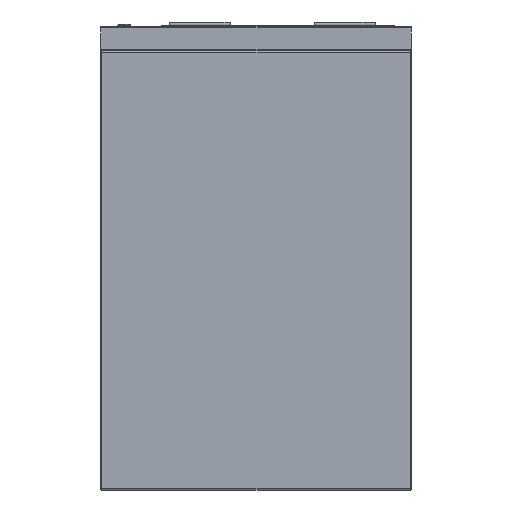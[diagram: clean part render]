
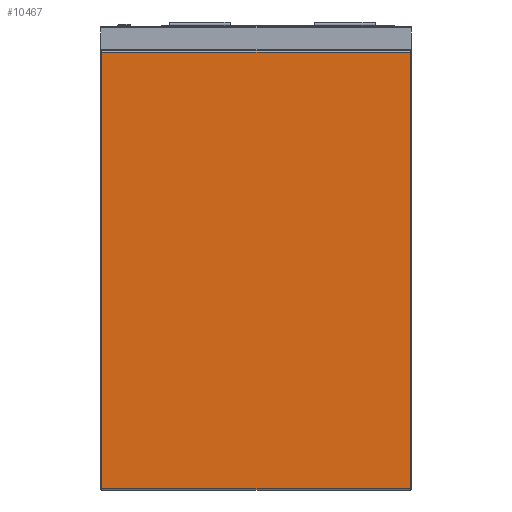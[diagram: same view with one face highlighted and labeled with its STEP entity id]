
A CAD part, left-side view. The second image highlights one B-rep face of the part: STEP entity #10467.
In plain terms, the highlighted planar face has unit normal (-1, 0, 0).
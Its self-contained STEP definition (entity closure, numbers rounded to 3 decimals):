
#220 = DIRECTION ( 'NONE',  ( 0., 0., 1. ) ) ;
#1059 = LINE ( 'NONE', #14307, #15514 ) ;
#1087 = EDGE_LOOP ( 'NONE', ( #4714, #8391, #12166, #5569 ) ) ;
#1104 = CARTESIAN_POINT ( 'NONE',  ( -297.5, -253., -758. ) ) ;
#1404 = DIRECTION ( 'NONE',  ( -1., 0., 0. ) ) ;
#1778 = CARTESIAN_POINT ( 'NONE',  ( -297.5, 255., -42. ) ) ;
#2537 = LINE ( 'NONE', #7284, #14514 ) ;
#3444 = CARTESIAN_POINT ( 'NONE',  ( -297.5, -255., -758. ) ) ;
#4487 = LINE ( 'NONE', #3444, #5177 ) ;
#4714 = ORIENTED_EDGE ( 'NONE', *, *, #7342, .T. ) ;
#5177 = VECTOR ( 'NONE', #11803, 1000. ) ;
#5552 = EDGE_CURVE ( 'NONE', #13714, #14584, #4487, .T. ) ;
#5569 = ORIENTED_EDGE ( 'NONE', *, *, #5552, .T. ) ;
#5961 = VERTEX_POINT ( 'NONE', #6967 ) ;
#6523 = CARTESIAN_POINT ( 'NONE',  ( -297.5, 253., -758. ) ) ;
#6967 = CARTESIAN_POINT ( 'NONE',  ( -297.5, 253., -42. ) ) ;
#7284 = CARTESIAN_POINT ( 'NONE',  ( -297.5, -253., -760. ) ) ;
#7342 = EDGE_CURVE ( 'NONE', #14584, #11658, #2537, .T. ) ;
#7416 = PLANE ( 'NONE',  #11394 ) ;
#7719 = LINE ( 'NONE', #1778, #15208 ) ;
#8187 = DIRECTION ( 'NONE',  ( 0., 0., -1. ) ) ;
#8210 = EDGE_CURVE ( 'NONE', #5961, #13714, #1059, .T. ) ;
#8391 = ORIENTED_EDGE ( 'NONE', *, *, #13659, .T. ) ;
#8705 = DIRECTION ( 'NONE',  ( 0., 0., 1. ) ) ;
#10467 = ADVANCED_FACE ( 'Fl�che7', ( #13392 ), #7416, .T. ) ;
#10822 = CARTESIAN_POINT ( 'NONE',  ( -297.5, -255., -760. ) ) ;
#11394 = AXIS2_PLACEMENT_3D ( 'NONE', #10822, #1404, #220 ) ;
#11658 = VERTEX_POINT ( 'NONE', #14578 ) ;
#11803 = DIRECTION ( 'NONE',  ( 0., -1., 0. ) ) ;
#12166 = ORIENTED_EDGE ( 'NONE', *, *, #8210, .T. ) ;
#12587 = DIRECTION ( 'NONE',  ( 0., 1., 0. ) ) ;
#13392 = FACE_OUTER_BOUND ( 'NONE', #1087, .T. ) ;
#13659 = EDGE_CURVE ( 'NONE', #11658, #5961, #7719, .T. ) ;
#13714 = VERTEX_POINT ( 'NONE', #6523 ) ;
#14307 = CARTESIAN_POINT ( 'NONE',  ( -297.5, 253., -760. ) ) ;
#14514 = VECTOR ( 'NONE', #8705, 1000. ) ;
#14578 = CARTESIAN_POINT ( 'NONE',  ( -297.5, -253., -42. ) ) ;
#14584 = VERTEX_POINT ( 'NONE', #1104 ) ;
#15208 = VECTOR ( 'NONE', #12587, 1000. ) ;
#15514 = VECTOR ( 'NONE', #8187, 1000. ) ;
